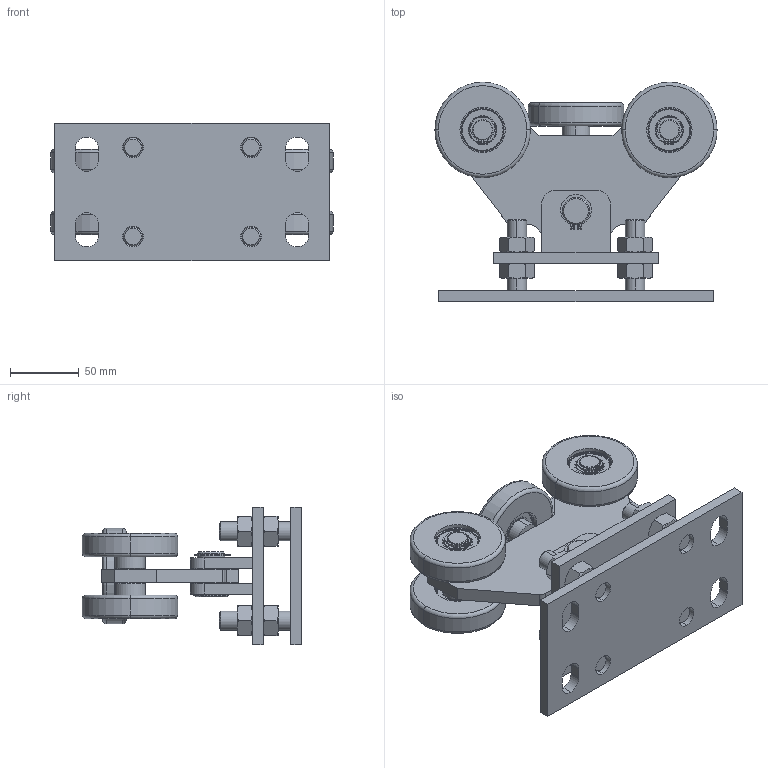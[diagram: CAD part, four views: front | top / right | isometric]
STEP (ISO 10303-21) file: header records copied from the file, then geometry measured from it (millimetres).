
FILE_DESCRIPTION (( 'STEP AP214' ), '1' );
FILE_NAME ('TS-C2-AL1_H_34-4-90x95-NYLON.STEP', '2023-03-30T04:45:31', ( '' ), ( '' ), 'SwSTEP 2.0', 'SolidWorks 2019', '' );
FILE_SCHEMA (( 'AUTOMOTIVE_DESIGN' ));
Length unit declared in the file: millimetre
Products named in the file (25): MATICA DIN 934_MATICA M14; TS-C2-AL1_H_34-4-90x95-NYLON.P7_skupina; TS-C2-AL1_H_34-4-90x95-NYLON.P5; SS_6202_RS; TS-C2-AL1_H_34-4-90x95-NYLON.P3; TS-C2-AL1_H_34-4-90x95-NYLON.P1_Pre vìkres<Jako obrobenì>; TS-C2-AL1_H_34-4-90x95-NYLON.P4_Default<Jako obrobenì>; SS_6202_RS_16; SS_6202_RS_14; KRUZOK DIN 471_POISTNY_KRUZOK_ 15; Koliesko; TS-C2-AL1_H_34-4-90x95-NYLON.P2_Pre vìkres<Jako obrobenì>; TS-C2-AL1_H_34-4-90x95-NYLON; TS-C2-AL1_H_34-4-90x95-NYLON.P6; SS_6202_RS_5; SS_6202_RS_3; KRUZOK DIN 471_POISTNY_KRUZOK_ 20
Assembly tree (99 placements, depth 4):
  TS-C2-AL1_H_34-4-90x95-NYLON
    TS-C2-AL1_H_34-4-90x95-NYLON.P1_Pre vìkres<Jako obrobenì>
    TS-C2-AL1_H_34-4-90x95-NYLON.P2_Pre vìkres<Jako obrobenì>
    MATICA DIN 934_MATICA M14  x8
    TS-C2-AL1_H_34-4-90x95-NYLON.P3
    TS-C2-AL1_H_34-4-90x95-NYLON.P4_Default<Jako obrobenì>
    TS-C2-AL1_H_34-4-90x95-NYLON.P5  x2
    TS-C2-AL1_H_34-4-90x95-NYLON.P7_skupina
      SS_6202_RS
        SS_6202_RS_3  x2
        SS_6202_RS_5  x8
        SS_6202_RS_14
        SS_6202_RS_16
      Koliesko
    TS-C2-AL1_H_34-4-90x95-NYLON.P6  x4
    KRUZOK DIN 471_POISTNY_KRUZOK_ 15  x5
    TS-C2-AL1_H_34-4-90x95-NYLON.P7_skupina
      SS_6202_RS
        SS_6202_RS_3  x2
        SS_6202_RS_5  x8
        SS_6202_RS_14
        SS_6202_RS_16
      Koliesko
    TS-C2-AL1_H_34-4-90x95-NYLON.P7_skupina
      SS_6202_RS
        SS_6202_RS_3  x2
        SS_6202_RS_5  x8
        SS_6202_RS_14
        SS_6202_RS_16
      Koliesko
    TS-C2-AL1_H_34-4-90x95-NYLON.P7_skupina
      SS_6202_RS
        SS_6202_RS_3  x2
        SS_6202_RS_5  x8
        SS_6202_RS_14
        SS_6202_RS_16
      Koliesko
    TS-C2-AL1_H_34-4-90x95-NYLON.P7_skupina
      SS_6202_RS
        SS_6202_RS_3  x2
        SS_6202_RS_5  x8
        SS_6202_RS_14
        SS_6202_RS_16
      Koliesko
    KRUZOK DIN 471_POISTNY_KRUZOK_ 20
Bounding box: 205.5 x 159.75 x 100 mm (x, y, z)
Volume: 754611.4 mm3; surface area: 254670.7 mm2
Topology: 96 solids, 96 shells, 1506 faces, 3712 edges, 2306 vertices
Faces by surface type: cylinder 484, cone 432, plane 300, torus 210, sphere 80
Entity records: 15354 total; most frequent: CARTESIAN_POINT 2549, DIRECTION 2476, ORIENTED_EDGE 1936, AXIS2_PLACEMENT_3D 1027, EDGE_CURVE 968, VERTEX_POINT 620, CIRCLE 506, EDGE_LOOP 486
